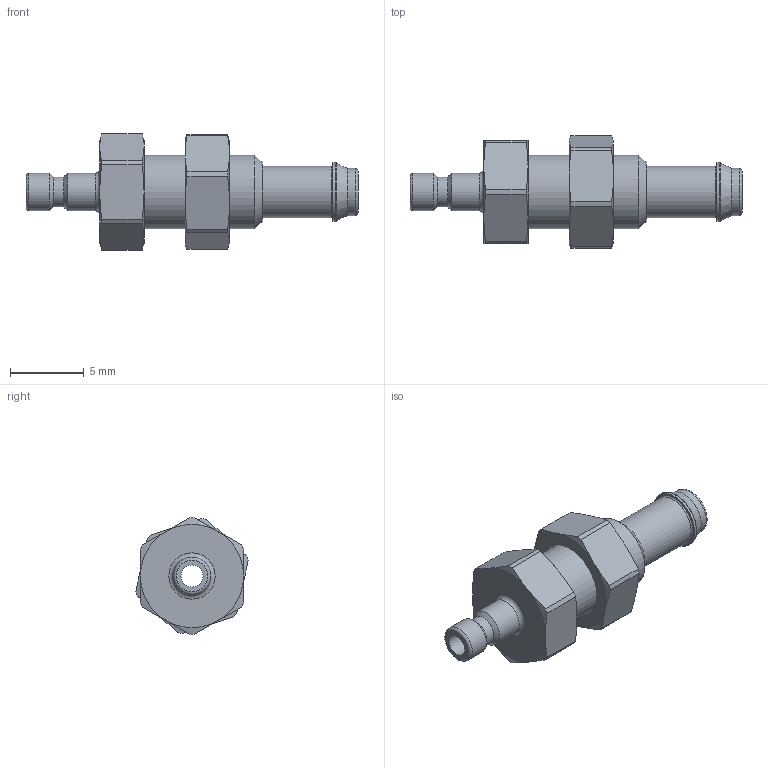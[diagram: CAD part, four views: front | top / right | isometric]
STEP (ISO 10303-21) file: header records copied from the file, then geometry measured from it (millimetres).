
FILE_DESCRIPTION(/* description */ (''),/* implementation_level */ '2;1');
FILE_NAME(/* name */ '02sfts03mxn.stp',/* time_stamp */ '2021-06-14T11:23:37+02:00',/* author */ ('IA176480'),/* organization */ (''),/* preprocessor_version */ 'ST-DEVELOPER v17.2',/* originating_system */ 'Autodesk Inventor 2019',/* authorisation */ '');
FILE_SCHEMA (('CONFIG_CONTROL_DESIGN'));
Length unit declared in the file: millimetre
Products named in the file (3): 02SFTS03MXN; 02SFTS03MXNS; KM05M
Assembly tree (2 placements, depth 2):
  02SFTS03MXN
    02SFTS03MXNS
    KM05M
Bounding box: 22.5 x 7.62 x 7.9 mm (x, y, z)
Volume: 383 mm3; surface area: 671.5 mm2
Topology: 2 solids, 2 shells, 78 faces, 202 edges, 132 vertices
Faces by surface type: cone 31, cylinder 22, plane 20, torus 5
Full cylindrical faces by diameter (mm): 1.5 x1, 2 x2, 2.54 x2, 3.2 x1, 3.5 x1, 3.95 x1, 4.48 x1, 5 x1
Entity records: 2509 total; most frequent: CARTESIAN_POINT 513, DIRECTION 433, ORIENTED_EDGE 404, EDGE_CURVE 202, AXIS2_PLACEMENT_3D 196, VERTEX_POINT 132, CIRCLE 113, EDGE_LOOP 86
